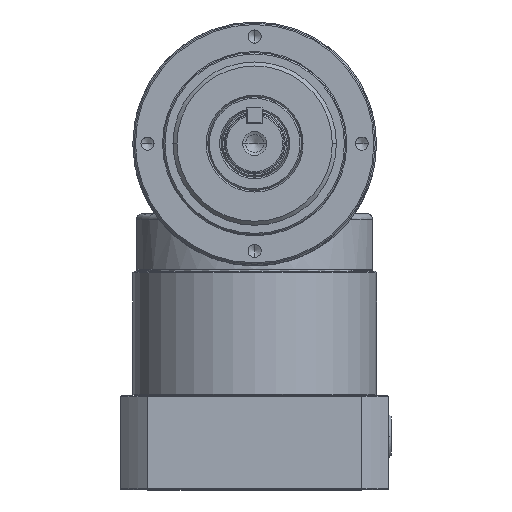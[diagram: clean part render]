
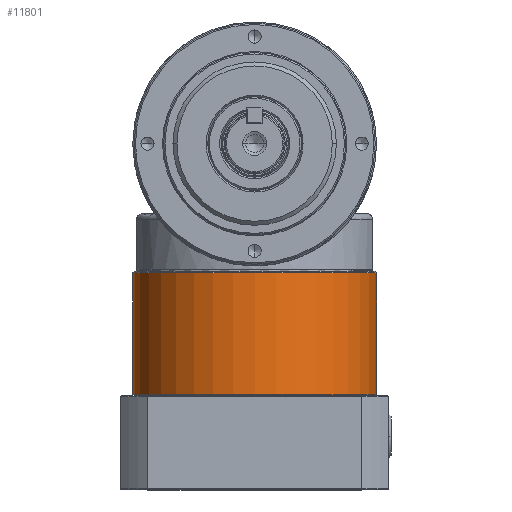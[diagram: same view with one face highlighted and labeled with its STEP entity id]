
A CAD part, top view. The second image highlights one B-rep face of the part: STEP entity #11801.
In plain terms, the highlighted cylindrical face has radius 45.5 mm (diameter 91 mm), a partial arc.
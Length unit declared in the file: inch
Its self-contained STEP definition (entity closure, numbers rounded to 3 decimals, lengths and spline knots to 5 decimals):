
#120 = EDGE_CURVE ( 'NONE', #13351, #8986, #1322, .T. ) ;
#224 = DIRECTION ( 'NONE',  ( 1., 0., 0. ) ) ;
#1322 = LINE ( 'NONE', #13098, #4795 ) ;
#2268 = CARTESIAN_POINT ( 'NONE',  ( -1.79134, -3.6811, -4.48819 ) ) ;
#2681 = EDGE_CURVE ( 'NONE', #8964, #13351, #8345, .T. ) ;
#2705 = EDGE_CURVE ( 'NONE', #8964, #11515, #15491, .T. ) ;
#4257 = DIRECTION ( 'NONE',  ( 0., 1., 0. ) ) ;
#4272 = EDGE_LOOP ( 'NONE', ( #11118, #6931, #15321, #18110 ) ) ;
#4380 = VECTOR ( 'NONE', #12082, 39.37008 ) ;
#4437 = AXIS2_PLACEMENT_3D ( 'NONE', #17888, #9135, #224 ) ;
#4795 = VECTOR ( 'NONE', #12595, 39.37008 ) ;
#5472 = CARTESIAN_POINT ( 'NONE',  ( -1.79134, -1.88976, -4.48819 ) ) ;
#6931 = ORIENTED_EDGE ( 'NONE', *, *, #2681, .F. ) ;
#7328 = DIRECTION ( 'NONE',  ( 1., 0., 0. ) ) ;
#8345 = CIRCLE ( 'NONE', #4437, 1.79134 ) ;
#8405 = CARTESIAN_POINT ( 'NONE',  ( 0., -1.88976, -4.48819 ) ) ;
#8964 = VERTEX_POINT ( 'NONE', #17070 ) ;
#8986 = VERTEX_POINT ( 'NONE', #5472 ) ;
#9135 = DIRECTION ( 'NONE',  ( 0., -1., 0. ) ) ;
#9892 = DIRECTION ( 'NONE',  ( 1., 0., 0. ) ) ;
#10611 = CARTESIAN_POINT ( 'NONE',  ( 1.79134, -3.70079, -4.48819 ) ) ;
#11118 = ORIENTED_EDGE ( 'NONE', *, *, #120, .F. ) ;
#11515 = VERTEX_POINT ( 'NONE', #15510 ) ;
#11801 = ADVANCED_FACE ( 'NONE', ( #17214 ), #16300, .T. ) ;
#12082 = DIRECTION ( 'NONE',  ( 0., 1., 0. ) ) ;
#12595 = DIRECTION ( 'NONE',  ( 0., 1., 0. ) ) ;
#13098 = CARTESIAN_POINT ( 'NONE',  ( -1.79134, -3.70079, -4.48819 ) ) ;
#13351 = VERTEX_POINT ( 'NONE', #2268 ) ;
#14513 = AXIS2_PLACEMENT_3D ( 'NONE', #8405, #18641, #9892 ) ;
#15321 = ORIENTED_EDGE ( 'NONE', *, *, #2705, .T. ) ;
#15491 = LINE ( 'NONE', #10611, #4380 ) ;
#15510 = CARTESIAN_POINT ( 'NONE',  ( 1.79134, -1.88976, -4.48819 ) ) ;
#16120 = CARTESIAN_POINT ( 'NONE',  ( 0., -3.70079, -4.48819 ) ) ;
#16300 = CYLINDRICAL_SURFACE ( 'NONE', #17721, 1.79134 ) ;
#16579 = CIRCLE ( 'NONE', #14513, 1.79134 ) ;
#17070 = CARTESIAN_POINT ( 'NONE',  ( 1.79134, -3.6811, -4.48819 ) ) ;
#17214 = FACE_OUTER_BOUND ( 'NONE', #4272, .T. ) ;
#17721 = AXIS2_PLACEMENT_3D ( 'NONE', #16120, #4257, #7328 ) ;
#17888 = CARTESIAN_POINT ( 'NONE',  ( 0., -3.6811, -4.48819 ) ) ;
#18110 = ORIENTED_EDGE ( 'NONE', *, *, #19093, .F. ) ;
#18641 = DIRECTION ( 'NONE',  ( 0., 1., 0. ) ) ;
#19093 = EDGE_CURVE ( 'NONE', #8986, #11515, #16579, .T. ) ;
